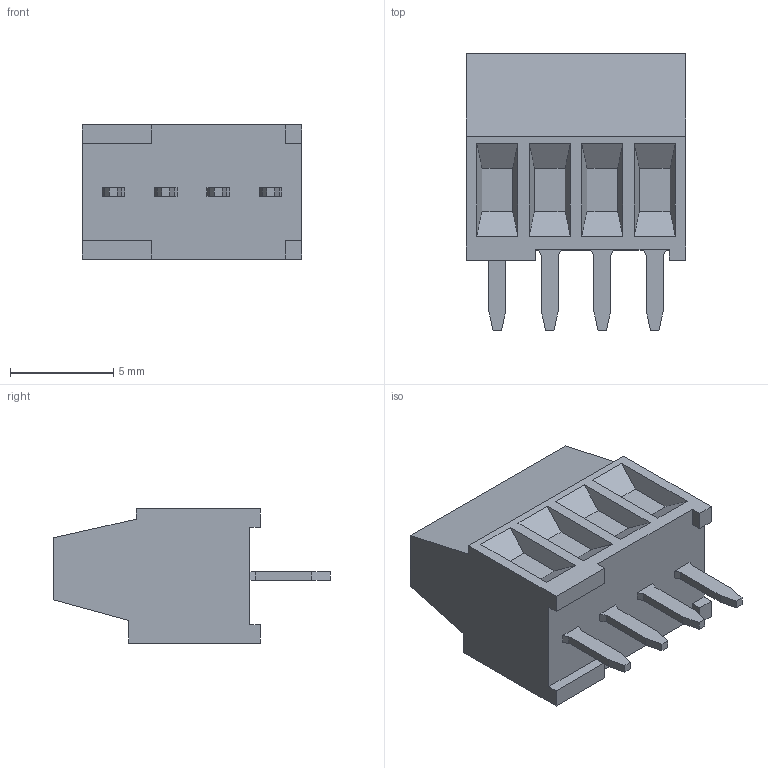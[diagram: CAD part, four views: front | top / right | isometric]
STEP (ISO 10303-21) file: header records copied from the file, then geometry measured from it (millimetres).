
FILE_DESCRIPTION((''),'2;1');
FILE_NAME('C-1546215-04-3','2007-09-02T',('workeradm'),('Tyco Electronics Corporation'),'PRO/ENGINEER BY PARAMETRIC TECHNOLOGY CORPORATION, 2005450','PRO/ENGINEER BY PARAMETRIC TECHNOLOGY CORPORATION, 2005450','');
FILE_SCHEMA(('CONFIG_CONTROL_DESIGN', 'GEOMETRIC_VALIDATION_PROPERTIES_MIM'));
Length unit declared in the file: millimetre
Products named in the file (1): C-1546215-04-3
Bounding box: 10.62 x 13.4 x 6.5 mm (x, y, z)
Volume: 501.9 mm3; surface area: 563 mm2
Topology: 1 solids, 1 shells, 142 faces, 376 edges, 248 vertices
Faces by surface type: plane 134, cylinder 8
Entity records: 4457 total; most frequent: CARTESIAN_POINT 767, ORIENTED_EDGE 752, DIRECTION 692, EDGE_CURVE 376, VECTOR 344, LINE 344, VERTEX_POINT 248, AXIS2_PLACEMENT_3D 174
